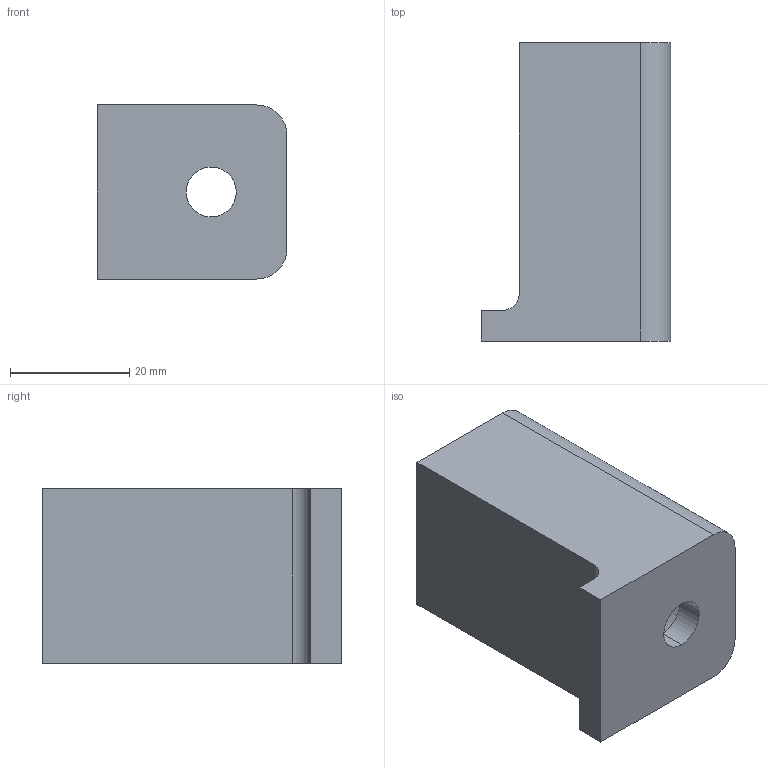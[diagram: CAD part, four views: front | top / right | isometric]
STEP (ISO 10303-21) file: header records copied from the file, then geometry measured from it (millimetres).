
FILE_DESCRIPTION (( 'STEP AP214' ), '1' );
FILE_NAME ('motor test_test.STEP', '2024-04-20T01:37:47', ( '' ), ( '' ), 'SwSTEP 2.0', 'SolidWorks 2024', '' );
FILE_SCHEMA (( 'AUTOMOTIVE_DESIGN' ));
Length unit declared in the file: inch
Products named in the file (1): motor test_test
Bounding box: 31.85 x 50.04 x 29.21 mm (x, y, z)
Volume: 28477.3 mm3; surface area: 9375.9 mm2
Topology: 1 solids, 1 shells, 16 faces, 39 edges, 26 vertices
Faces by surface type: plane 9, cylinder 7
Entity records: 508 total; most frequent: DIRECTION 87, CARTESIAN_POINT 82, ORIENTED_EDGE 78, EDGE_CURVE 39, AXIS2_PLACEMENT_3D 31, VERTEX_POINT 26, LINE 25, VECTOR 25
